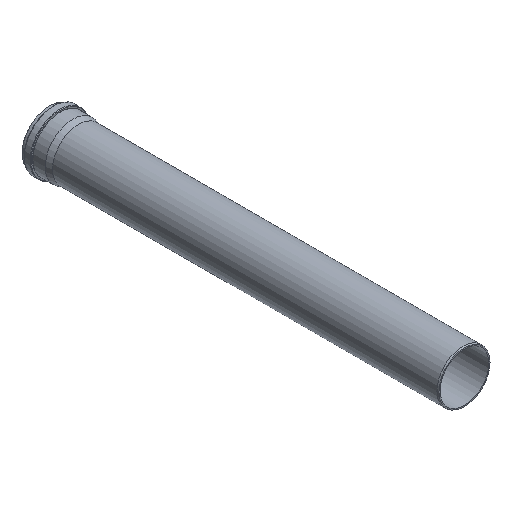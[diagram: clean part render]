
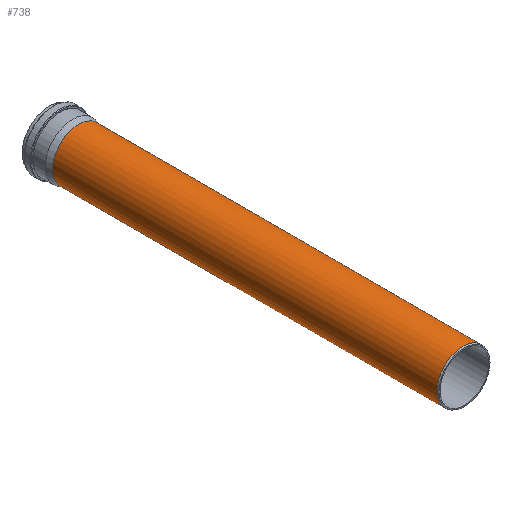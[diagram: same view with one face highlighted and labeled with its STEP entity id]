
A CAD part, isometric view. The second image highlights one B-rep face of the part: STEP entity #738.
In plain terms, the highlighted cylindrical face has radius 200 mm (diameter 400 mm), a full revolution.
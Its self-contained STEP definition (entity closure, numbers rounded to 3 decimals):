
#25=LINE('',#1270,#42);
#42=VECTOR('',#974,200.);
#58=CYLINDRICAL_SURFACE('',#806,200.);
#89=FACE_OUTER_BOUND('',#126,.T.);
#126=EDGE_LOOP('',(#507,#508,#509,#510,#511,#512));
#172=CIRCLE('',#804,200.);
#173=CIRCLE('',#805,200.);
#174=CIRCLE('',#807,200.);
#175=CIRCLE('',#808,200.);
#277=VERTEX_POINT('',#1260);
#278=VERTEX_POINT('',#1261);
#279=VERTEX_POINT('',#1266);
#280=VERTEX_POINT('',#1267);
#371=EDGE_CURVE('',#277,#278,#172,.T.);
#372=EDGE_CURVE('',#278,#277,#173,.T.);
#374=EDGE_CURVE('',#279,#280,#174,.T.);
#375=EDGE_CURVE('',#280,#279,#175,.T.);
#376=EDGE_CURVE('',#280,#278,#25,.T.);
#507=ORIENTED_EDGE('',*,*,#374,.F.);
#508=ORIENTED_EDGE('',*,*,#375,.F.);
#509=ORIENTED_EDGE('',*,*,#376,.T.);
#510=ORIENTED_EDGE('',*,*,#372,.T.);
#511=ORIENTED_EDGE('',*,*,#371,.T.);
#512=ORIENTED_EDGE('',*,*,#376,.F.);
#738=ADVANCED_FACE('',(#89),#58,.T.);
#804=AXIS2_PLACEMENT_3D('',#1262,#963,#964);
#805=AXIS2_PLACEMENT_3D('',#1263,#965,#966);
#806=AXIS2_PLACEMENT_3D('',#1265,#968,#969);
#807=AXIS2_PLACEMENT_3D('',#1268,#970,#971);
#808=AXIS2_PLACEMENT_3D('',#1269,#972,#973);
#963=DIRECTION('center_axis',(0.,-1.,0.));
#964=DIRECTION('ref_axis',(1.,0.,0.));
#965=DIRECTION('center_axis',(0.,-1.,0.));
#966=DIRECTION('ref_axis',(1.,0.,0.));
#968=DIRECTION('center_axis',(0.,-1.,0.));
#969=DIRECTION('ref_axis',(1.,0.,0.));
#970=DIRECTION('center_axis',(0.,-1.,0.));
#971=DIRECTION('ref_axis',(1.,0.,0.));
#972=DIRECTION('center_axis',(0.,-1.,0.));
#973=DIRECTION('ref_axis',(1.,0.,0.));
#974=DIRECTION('',(0.,1.,0.));
#1260=CARTESIAN_POINT('',(200.,-43.498,0.));
#1261=CARTESIAN_POINT('',(-200.,-43.498,0.));
#1262=CARTESIAN_POINT('Origin',(0.,-43.498,
0.));
#1263=CARTESIAN_POINT('Origin',(0.,-43.498,
0.));
#1265=CARTESIAN_POINT('Origin',(0.,-1525.199,
0.));
#1266=CARTESIAN_POINT('',(200.,-3006.9,0.));
#1267=CARTESIAN_POINT('',(-200.,-3006.9,0.));
#1268=CARTESIAN_POINT('Origin',(0.,-3006.9,0.));
#1269=CARTESIAN_POINT('Origin',(0.,-3006.9,0.));
#1270=CARTESIAN_POINT('',(-200.,-1525.199,0.));
